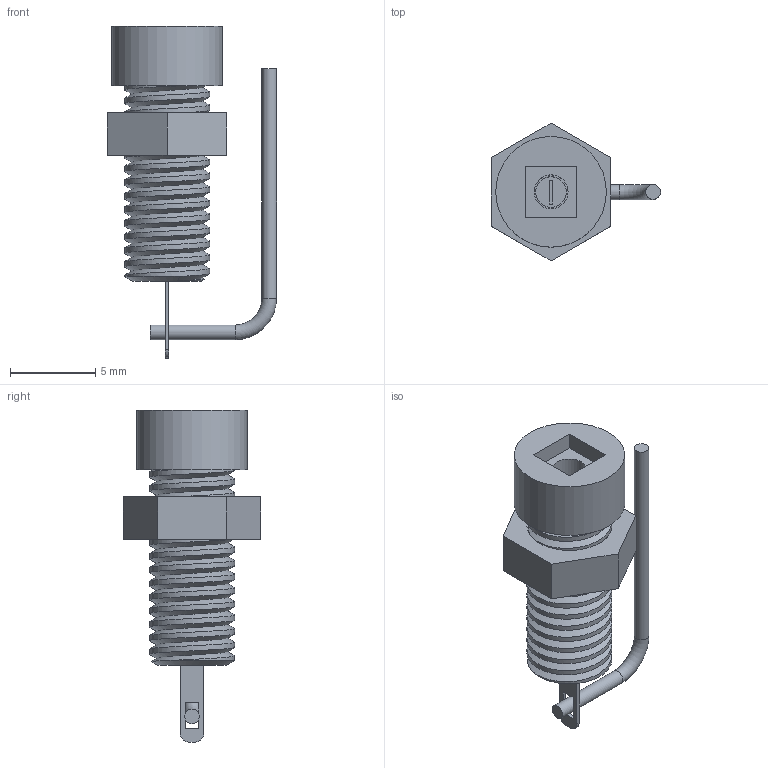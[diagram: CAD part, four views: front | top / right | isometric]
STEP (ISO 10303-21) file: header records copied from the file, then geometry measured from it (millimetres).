
FILE_DESCRIPTION(('FreeCAD Model'),'2;1');
FILE_NAME('Open CASCADE Shape Model','2023-04-13T12:46:33',('Author'),( ''),'Open CASCADE STEP processor 7.5','FreeCAD','Unknown');
FILE_SCHEMA(('AUTOMOTIVE_DESIGN { 1 0 10303 214 1 1 1 1 }'));
Length unit declared in the file: millimetre
Products named in the file (5): Unnamed; Contact; Nut; Wire; Housing_green
Assembly tree (4 placements, depth 2):
  Unnamed
    Contact
    Nut
    Wire
    Housing_green
Bounding box: 9.93 x 8.08 x 19.51 mm (x, y, z)
Volume: 351.9 mm3; surface area: 873.6 mm2
Topology: 4 solids, 4 shells, 111 faces, 271 edges, 174 vertices
Faces by surface type: bspline 40, plane 38, cylinder 31, torus 1, cone 1
Full cylindrical faces by diameter (mm): 0.865 x2, 1.8 x1, 1.9 x1, 2 x2, 5 x15, 6.5 x1
Entity records: 18012 total; most frequent: CARTESIAN_POINT 13070, DIRECTION 624, ORIENTED_EDGE 542, PCURVE 542, DEFINITIONAL_REPRESENTATION 542, LINE 386, VECTOR 386, B_SPLINE_CURVE_WITH_KNOTS 371
